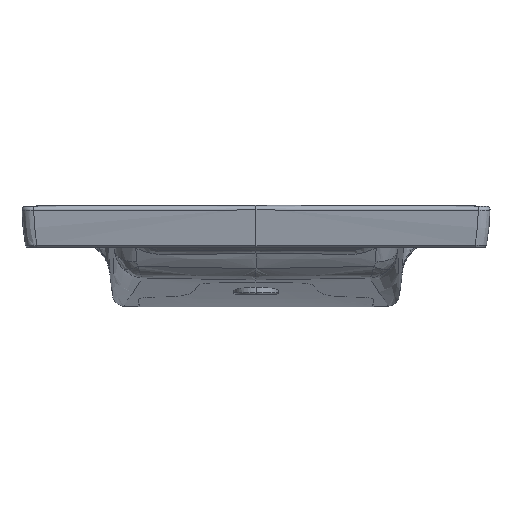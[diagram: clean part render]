
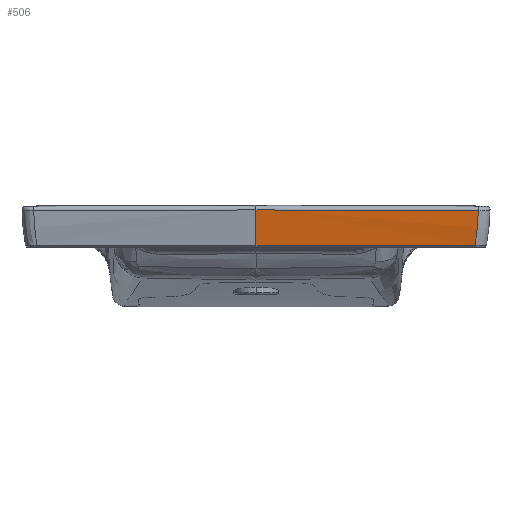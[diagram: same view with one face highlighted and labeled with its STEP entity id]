
A CAD part, front view. The second image highlights one B-rep face of the part: STEP entity #506.
In plain terms, the highlighted face is a extrusion surface.
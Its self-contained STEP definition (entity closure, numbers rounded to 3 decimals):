
#233=SURFACE_OF_LINEAR_EXTRUSION('',#2806,#331);
#280=LINE('',#17994,#330);
#330=VECTOR('',#3242,1.);
#331=VECTOR('',#3243,1.);
#506=ADVANCED_FACE('',(#721),#233,.T.);
#721=FACE_OUTER_BOUND('',#899,.T.);
#899=EDGE_LOOP('',(#1744,#1745,#1746,#1747,#1748));
#956=(
BOUNDED_CURVE()
B_SPLINE_CURVE(3,(#17973,#17974,#17975,#17976,#17977,#17978,#17979,#17980,
#17981,#17982,#17983,#17984,#17985,#17986,#17987,#17988,#17989,#17990,#17991,
#17992),.UNSPECIFIED.,.F.,.F.)
B_SPLINE_CURVE_WITH_KNOTS((4,2,2,2,2,2,2,2,2,4),(0.,0.5,0.75,0.813,0.875,
0.938,0.969,0.977,0.984,1.),.UNSPECIFIED.)
CURVE()
GEOMETRIC_REPRESENTATION_ITEM()
RATIONAL_B_SPLINE_CURVE((1.,1.,1.,
1.,1.,1.,1.,
1.,1.,1.,1.,
1.,1.,1.,1.,
1.,1.,1.,1.,
1.))
REPRESENTATION_ITEM('')
);
#1744=ORIENTED_EDGE('',*,*,#2511,.F.);
#1745=ORIENTED_EDGE('',*,*,#2471,.T.);
#1746=ORIENTED_EDGE('',*,*,#2472,.T.);
#1747=ORIENTED_EDGE('',*,*,#2512,.F.);
#1748=ORIENTED_EDGE('',*,*,#2513,.F.);
#1905=VERTEX_POINT('',#6432);
#2071=VERTEX_POINT('',#15226);
#2072=VERTEX_POINT('',#15248);
#2091=VERTEX_POINT('',#17972);
#2092=VERTEX_POINT('',#17993);
#2471=EDGE_CURVE('',#2071,#1905,#2773,.T.);
#2472=EDGE_CURVE('',#1905,#2072,#2774,.T.);
#2511=EDGE_CURVE('',#2071,#2091,#2805,.T.);
#2512=EDGE_CURVE('',#2092,#2072,#956,.T.);
#2513=EDGE_CURVE('',#2091,#2092,#280,.T.);
#2773=B_SPLINE_CURVE_WITH_KNOTS('',3,(#15227,#15228,#15229,#15230,#15231,
#15232,#15233,#15234,#15235,#15236,#15237,#15238,#15239,#15240),
 .UNSPECIFIED.,.F.,.F.,(4,2,2,2,2,2,4),(0.,0.027,0.134,
0.561,0.589,0.863,1.),.UNSPECIFIED.);
#2774=B_SPLINE_CURVE_WITH_KNOTS('',3,(#15242,#15243,#15244,#15245,#15246,
#15247),.UNSPECIFIED.,.F.,.F.,(4,2,4),(0.,0.5,1.),.UNSPECIFIED.);
#2805=B_SPLINE_CURVE_WITH_KNOTS('',3,(#17964,#17965,#17966,#17967,#17968,
#17969,#17970,#17971),.UNSPECIFIED.,.F.,.F.,(4,1,1,1,1,4),(0.,0.106,
0.444,0.782,0.951,1.),.UNSPECIFIED.);
#2806=B_SPLINE_CURVE_WITH_KNOTS('',3,(#17995,#17996,#17997,#17998,#17999,
#18000,#18001,#18002,#18003,#18004,#18005,#18006,#18007,#18008,#18009),
 .UNSPECIFIED.,.F.,.F.,(4,2,2,1,1,1,1,1,1,1,4),(0.,0.048,0.193,
0.391,0.401,0.436,0.507,
0.578,0.628,0.806,1.),.UNSPECIFIED.);
#3242=DIRECTION('',(0.,-0.115,0.993));
#3243=DIRECTION('',(1.,0.,0.));
#6432=CARTESIAN_POINT('',(374.514,-459.798,-66.099));
#15226=CARTESIAN_POINT('',(0.,-459.798,-66.099));
#15227=CARTESIAN_POINT('',(0.,-459.798,-66.099));
#15228=CARTESIAN_POINT('',(3.333,-459.798,-66.099));
#15229=CARTESIAN_POINT('',(6.667,-459.798,-66.099));
#15230=CARTESIAN_POINT('',(23.333,-459.798,-66.099));
#15231=CARTESIAN_POINT('',(36.667,-459.798,-66.099));
#15232=CARTESIAN_POINT('',(103.333,-459.798,-66.099));
#15233=CARTESIAN_POINT('',(156.667,-459.798,-66.099));
#15234=CARTESIAN_POINT('',(213.527,-459.798,-66.099));
#15235=CARTESIAN_POINT('',(217.053,-459.798,-66.099));
#15236=CARTESIAN_POINT('',(254.787,-459.798,-66.099));
#15237=CARTESIAN_POINT('',(288.995,-459.798,-66.099));
#15238=CARTESIAN_POINT('',(340.306,-459.798,-66.099));
#15239=CARTESIAN_POINT('',(357.41,-459.798,-66.099));
#15240=CARTESIAN_POINT('',(374.514,-459.798,-66.099));
#15242=CARTESIAN_POINT('',(374.514,-459.798,-66.099));
#15243=CARTESIAN_POINT('',(376.193,-462.021,-56.238));
#15244=CARTESIAN_POINT('',(377.492,-464.032,-46.335));
#15245=CARTESIAN_POINT('',(379.332,-467.406,-26.431));
#15246=CARTESIAN_POINT('',(379.873,-468.799,-16.436));
#15247=CARTESIAN_POINT('',(380.035,-469.965,-6.424));
#15248=CARTESIAN_POINT('',(380.035,-469.965,-6.424));
#17964=CARTESIAN_POINT('',(0.,-459.798,-66.099));
#17965=CARTESIAN_POINT('',(0.,-460.272,-63.994));
#17966=CARTESIAN_POINT('',(0.,-462.206,-55.193));
#17967=CARTESIAN_POINT('',(0.,-465.31,-39.634));
#17968=CARTESIAN_POINT('',(0.,-467.916,-22.697));
#17969=CARTESIAN_POINT('',(0.,-469.363,-11.512));
#17970=CARTESIAN_POINT('',(0.,-469.885,-7.118));
#17971=CARTESIAN_POINT('',(0.,-470.,-6.126));
#17972=CARTESIAN_POINT('',(0.,-470.,-6.126));
#17973=CARTESIAN_POINT('',(0.,-470.009,-6.051));
#17974=CARTESIAN_POINT('',(63.339,-470.009,-6.051));
#17975=CARTESIAN_POINT('',(126.678,-470.009,-6.051));
#17976=CARTESIAN_POINT('',(221.687,-470.009,-6.051));
#17977=CARTESIAN_POINT('',(253.357,-470.009,-6.051));
#17978=CARTESIAN_POINT('',(292.944,-470.009,-6.051));
#17979=CARTESIAN_POINT('',(300.861,-470.01,-6.043));
#17980=CARTESIAN_POINT('',(316.696,-470.007,-6.069));
#17981=CARTESIAN_POINT('',(324.614,-470.003,-6.104));
#17982=CARTESIAN_POINT('',(340.448,-469.994,-6.18));
#17983=CARTESIAN_POINT('',(348.366,-469.989,-6.22));
#17984=CARTESIAN_POINT('',(360.242,-469.983,-6.272));
#17985=CARTESIAN_POINT('',(364.2,-469.981,-6.287));
#17986=CARTESIAN_POINT('',(369.149,-469.979,-6.305));
#17987=CARTESIAN_POINT('',(370.138,-469.979,-6.309));
#17988=CARTESIAN_POINT('',(372.118,-469.977,-6.324));
#17989=CARTESIAN_POINT('',(373.107,-469.976,-6.334));
#17990=CARTESIAN_POINT('',(376.076,-469.972,-6.366));
#17991=CARTESIAN_POINT('',(378.055,-469.969,-6.393));
#17992=CARTESIAN_POINT('',(380.035,-469.965,-6.424));
#17993=CARTESIAN_POINT('',(0.,-470.009,-6.051));
#17994=CARTESIAN_POINT('',(0.,-470.004,-6.089));
#17995=CARTESIAN_POINT('',(0.,-478.191,107.56));
#17996=CARTESIAN_POINT('',(0.,-477.899,102.94));
#17997=CARTESIAN_POINT('',(0.,-477.606,98.319));
#17998=CARTESIAN_POINT('',(0.,-476.42,79.545));
#17999=CARTESIAN_POINT('',(0.,-475.526,65.393));
#18000=CARTESIAN_POINT('',(0.,-473.42,32.079));
#18001=CARTESIAN_POINT('',(0.,-472.146,11.921));
#18002=CARTESIAN_POINT('',(0.,-469.363,-11.512));
#18003=CARTESIAN_POINT('',(0.,-467.916,-22.697));
#18004=CARTESIAN_POINT('',(0.,-465.31,-39.634));
#18005=CARTESIAN_POINT('',(0.,-461.679,-57.83));
#18006=CARTESIAN_POINT('',(0.,-455.29,-86.14));
#18007=CARTESIAN_POINT('',(0.,-443.593,-125.482));
#18008=CARTESIAN_POINT('',(0.,-433.279,-160.173));
#18009=CARTESIAN_POINT('',(0.,-427.906,-178.243));
